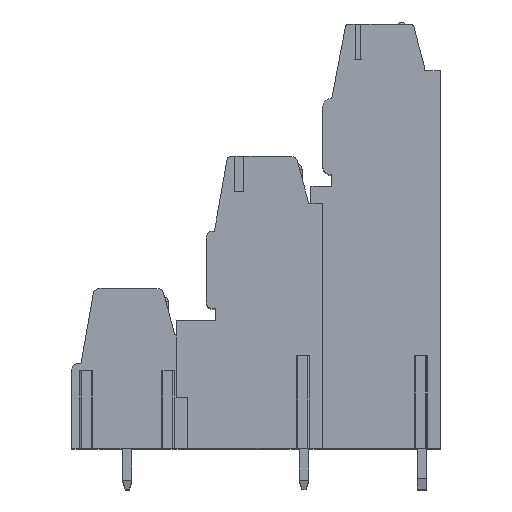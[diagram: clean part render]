
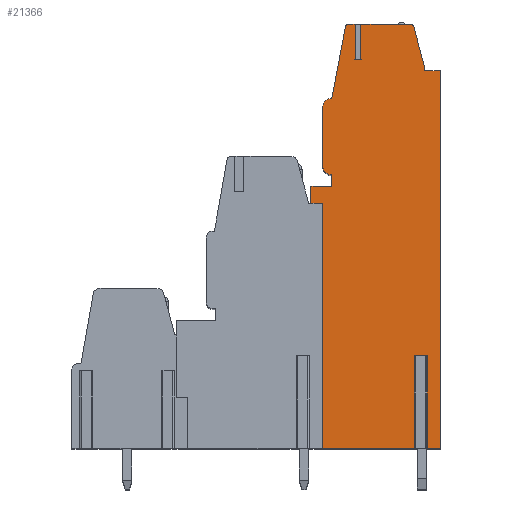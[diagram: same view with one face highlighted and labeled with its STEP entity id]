
A CAD part, top view. The second image highlights one B-rep face of the part: STEP entity #21366.
In plain terms, the highlighted planar face has unit normal (0, 0, 1).
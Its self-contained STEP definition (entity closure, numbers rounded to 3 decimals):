
#13=DIRECTION('',(0.,1.,0.));
#14=VECTOR('',#13,14.45);
#15=CARTESIAN_POINT('',(1.,-19.1,48.26));
#16=LINE('',#15,#14);
#17=DIRECTION('',(0.,-1.,0.));
#18=VECTOR('',#17,1.45);
#19=CARTESIAN_POINT('',(0.,3.5,48.26));
#20=LINE('',#19,#18);
#21=DIRECTION('',(-1.,0.,0.));
#22=VECTOR('',#21,1.8);
#23=CARTESIAN_POINT('',(1.8,3.5,48.26));
#24=LINE('',#23,#22);
#25=DIRECTION('',(0.,-1.,0.));
#26=VECTOR('',#25,1.);
#27=CARTESIAN_POINT('',(1.8,4.5,48.26));
#28=LINE('',#27,#26);
#29=CARTESIAN_POINT('',(1.8,5.3,48.26));
#30=DIRECTION('',(0.,0.,1.));
#31=DIRECTION('',(-1.,0.,0.));
#32=AXIS2_PLACEMENT_3D('',#29,#30,#31);
#34=DIRECTION('',(0.,-1.,0.));
#35=VECTOR('',#34,5.);
#36=CARTESIAN_POINT('',(1.,10.3,48.26));
#37=LINE('',#36,#35);
#38=CARTESIAN_POINT('',(1.8,10.3,48.26));
#39=DIRECTION('',(0.,0.,1.));
#40=DIRECTION('',(0.,1.,0.));
#41=AXIS2_PLACEMENT_3D('',#38,#39,#40);
#43=DIRECTION('',(-0.186,-0.983,0.));
#44=VECTOR('',#43,6.265);
#45=CARTESIAN_POINT('',(2.964,17.256,48.26));
#46=LINE('',#45,#44);
#47=CARTESIAN_POINT('',(3.259,17.2,48.26));
#48=DIRECTION('',(0.,0.,1.));
#49=DIRECTION('',(0.,1.,0.));
#50=AXIS2_PLACEMENT_3D('',#47,#48,#49);
#52=DIRECTION('',(-1.,0.,0.));
#53=VECTOR('',#52,0.551);
#54=CARTESIAN_POINT('',(3.81,17.5,48.26));
#55=LINE('',#54,#53);
#56=DIRECTION('',(0.,-1.,0.));
#57=VECTOR('',#56,3.05);
#58=CARTESIAN_POINT('',(3.81,17.5,48.26));
#59=LINE('',#58,#57);
#60=DIRECTION('',(1.,0.,0.));
#61=VECTOR('',#60,0.5);
#62=CARTESIAN_POINT('',(3.81,14.45,48.26));
#63=LINE('',#62,#61);
#64=DIRECTION('',(0.,-1.,0.));
#65=VECTOR('',#64,3.05);
#66=CARTESIAN_POINT('',(4.31,17.5,48.26));
#67=LINE('',#66,#65);
#68=DIRECTION('',(-1.,0.,0.));
#69=VECTOR('',#68,4.27);
#70=CARTESIAN_POINT('',(8.58,17.5,48.26));
#71=LINE('',#70,#69);
#72=CARTESIAN_POINT('',(8.58,17.2,48.26));
#73=DIRECTION('',(0.,0.,1.));
#74=DIRECTION('',(0.965,0.261,0.));
#75=AXIS2_PLACEMENT_3D('',#72,#73,#74);
#77=DIRECTION('',(-0.261,0.965,0.));
#78=VECTOR('',#77,3.539);
#79=CARTESIAN_POINT('',(9.792,13.861,48.26));
#80=LINE('',#79,#78);
#81=DIRECTION('',(-0.035,0.999,0.));
#82=VECTOR('',#81,0.361);
#83=CARTESIAN_POINT('',(9.805,13.5,48.26));
#84=LINE('',#83,#82);
#85=DIRECTION('',(-1.,0.,0.));
#86=VECTOR('',#85,1.355);
#87=CARTESIAN_POINT('',(11.16,13.5,48.26));
#88=LINE('',#87,#86);
#89=DIRECTION('',(0.,1.,0.));
#90=VECTOR('',#89,32.6);
#91=CARTESIAN_POINT('',(11.16,-19.1,48.26));
#92=LINE('',#91,#90);
#93=DIRECTION('',(1.,0.,0.));
#94=VECTOR('',#93,1.39);
#95=CARTESIAN_POINT('',(9.77,-19.1,48.26));
#96=LINE('',#95,#94);
#97=DIRECTION('',(0.,1.,0.));
#98=VECTOR('',#97,8.);
#99=CARTESIAN_POINT('',(9.77,-19.1,48.26));
#100=LINE('',#99,#98);
#101=DIRECTION('',(-1.,0.,0.));
#102=VECTOR('',#101,0.62);
#103=CARTESIAN_POINT('',(9.77,-11.1,48.26));
#104=LINE('',#103,#102);
#105=DIRECTION('',(0.,1.,0.));
#106=VECTOR('',#105,8.);
#107=CARTESIAN_POINT('',(9.15,-19.1,48.26));
#108=LINE('',#107,#106);
#109=DIRECTION('',(1.,0.,0.));
#110=VECTOR('',#109,8.15);
#111=CARTESIAN_POINT('',(1.,-19.1,48.26));
#112=LINE('',#111,#110);
#133=DIRECTION('',(-1.,0.,0.));
#134=VECTOR('',#133,1.195);
#135=CARTESIAN_POINT('',(1.,-4.65,48.26));
#136=LINE('',#135,#134);
#141=DIRECTION('',(-1.,0.,0.));
#142=VECTOR('',#141,0.195);
#143=CARTESIAN_POINT('',(0.,2.05,48.26));
#144=LINE('',#143,#142);
#281=DIRECTION('',(0.,-1.,0.));
#282=VECTOR('',#281,6.7);
#283=CARTESIAN_POINT('',(-0.195,2.05,48.26));
#284=LINE('',#283,#282);
#16795=CARTESIAN_POINT('',(11.16,-19.1,48.26));
#16796=CARTESIAN_POINT('',(11.16,13.5,48.26));
#16797=VERTEX_POINT('',#16795);
#16798=VERTEX_POINT('',#16796);
#16799=CARTESIAN_POINT('',(9.805,13.5,48.26));
#16800=VERTEX_POINT('',#16799);
#16801=CARTESIAN_POINT('',(9.792,13.861,48.26));
#16802=VERTEX_POINT('',#16801);
#16803=CARTESIAN_POINT('',(8.87,17.278,48.26));
#16804=VERTEX_POINT('',#16803);
#16805=CARTESIAN_POINT('',(8.58,17.5,48.26));
#16806=VERTEX_POINT('',#16805);
#16807=CARTESIAN_POINT('',(3.259,17.5,48.26));
#16808=CARTESIAN_POINT('',(2.964,17.256,48.26));
#16809=VERTEX_POINT('',#16807);
#16810=VERTEX_POINT('',#16808);
#16811=CARTESIAN_POINT('',(1.8,11.1,48.26));
#16812=VERTEX_POINT('',#16811);
#16813=CARTESIAN_POINT('',(1.,10.3,48.26));
#16814=VERTEX_POINT('',#16813);
#16815=CARTESIAN_POINT('',(1.,5.3,48.26));
#16816=VERTEX_POINT('',#16815);
#16817=CARTESIAN_POINT('',(1.8,4.5,48.26));
#16818=VERTEX_POINT('',#16817);
#16819=CARTESIAN_POINT('',(1.8,3.5,48.26));
#16820=VERTEX_POINT('',#16819);
#16821=CARTESIAN_POINT('',(0.,3.5,48.26));
#16822=VERTEX_POINT('',#16821);
#16921=CARTESIAN_POINT('',(1.,-19.1,48.26));
#16922=VERTEX_POINT('',#16921);
#16947=CARTESIAN_POINT('',(9.77,-11.1,48.26));
#16948=CARTESIAN_POINT('',(9.15,-11.1,48.26));
#16949=VERTEX_POINT('',#16947);
#16950=VERTEX_POINT('',#16948);
#16951=CARTESIAN_POINT('',(9.77,-19.1,48.26));
#16952=VERTEX_POINT('',#16951);
#16953=CARTESIAN_POINT('',(9.15,-19.1,48.26));
#16954=VERTEX_POINT('',#16953);
#16991=CARTESIAN_POINT('',(3.81,14.45,48.26));
#16992=CARTESIAN_POINT('',(4.31,14.45,48.26));
#16993=VERTEX_POINT('',#16991);
#16994=VERTEX_POINT('',#16992);
#16995=CARTESIAN_POINT('',(4.31,17.5,48.26));
#16996=VERTEX_POINT('',#16995);
#16997=CARTESIAN_POINT('',(3.81,17.5,48.26));
#16998=VERTEX_POINT('',#16997);
#17375=CARTESIAN_POINT('',(-0.195,-4.65,48.26));
#17377=VERTEX_POINT('',#17375);
#17379=CARTESIAN_POINT('',(0.,2.05,48.26));
#17380=CARTESIAN_POINT('',(-0.195,2.05,48.26));
#17381=VERTEX_POINT('',#17379);
#17382=VERTEX_POINT('',#17380);
#17387=CARTESIAN_POINT('',(1.,-4.65,48.26));
#17389=VERTEX_POINT('',#17387);
#21305=CARTESIAN_POINT('',(0.,0.,48.26));
#21306=DIRECTION('',(0.,0.,1.));
#21307=DIRECTION('',(1.,0.,0.));
#21308=AXIS2_PLACEMENT_3D('',#21305,#21306,#21307);
#21309=PLANE('',#21308);
#21311=ORIENTED_EDGE('',*,*,#21310,.T.);
#21313=ORIENTED_EDGE('',*,*,#21312,.T.);
#21315=ORIENTED_EDGE('',*,*,#21314,.F.);
#21317=ORIENTED_EDGE('',*,*,#21316,.F.);
#21319=ORIENTED_EDGE('',*,*,#21318,.F.);
#21321=ORIENTED_EDGE('',*,*,#21320,.F.);
#21323=ORIENTED_EDGE('',*,*,#21322,.F.);
#21325=ORIENTED_EDGE('',*,*,#21324,.F.);
#21327=ORIENTED_EDGE('',*,*,#21326,.F.);
#21329=ORIENTED_EDGE('',*,*,#21328,.F.);
#21331=ORIENTED_EDGE('',*,*,#21330,.F.);
#21333=ORIENTED_EDGE('',*,*,#21332,.F.);
#21335=ORIENTED_EDGE('',*,*,#21334,.F.);
#21337=ORIENTED_EDGE('',*,*,#21336,.T.);
#21339=ORIENTED_EDGE('',*,*,#21338,.T.);
#21341=ORIENTED_EDGE('',*,*,#21340,.F.);
#21343=ORIENTED_EDGE('',*,*,#21342,.F.);
#21345=ORIENTED_EDGE('',*,*,#21344,.F.);
#21347=ORIENTED_EDGE('',*,*,#21346,.F.);
#21349=ORIENTED_EDGE('',*,*,#21348,.F.);
#21351=ORIENTED_EDGE('',*,*,#21350,.F.);
#21353=ORIENTED_EDGE('',*,*,#21352,.F.);
#21355=ORIENTED_EDGE('',*,*,#21354,.F.);
#21357=ORIENTED_EDGE('',*,*,#21356,.T.);
#21359=ORIENTED_EDGE('',*,*,#21358,.T.);
#21361=ORIENTED_EDGE('',*,*,#21360,.F.);
#21363=ORIENTED_EDGE('',*,*,#21362,.F.);
#21364=EDGE_LOOP('',(#21311,#21313,#21315,#21317,#21319,#21321,#21323,#21325,
#21327,#21329,#21331,#21333,#21335,#21337,#21339,#21341,#21343,#21345,#21347,
#21349,#21351,#21353,#21355,#21357,#21359,#21361,#21363));
#21365=FACE_OUTER_BOUND('',#21364,.F.);
#33=CIRCLE('',#32,0.8);
#42=CIRCLE('',#41,0.8);
#51=CIRCLE('',#50,0.3);
#76=CIRCLE('',#75,0.3);
#21310=EDGE_CURVE('',#16922,#17389,#16,.T.);
#21312=EDGE_CURVE('',#17389,#17377,#136,.T.);
#21314=EDGE_CURVE('',#17382,#17377,#284,.T.);
#21316=EDGE_CURVE('',#17381,#17382,#144,.T.);
#21318=EDGE_CURVE('',#16822,#17381,#20,.T.);
#21320=EDGE_CURVE('',#16820,#16822,#24,.T.);
#21322=EDGE_CURVE('',#16818,#16820,#28,.T.);
#21324=EDGE_CURVE('',#16816,#16818,#33,.T.);
#21326=EDGE_CURVE('',#16814,#16816,#37,.T.);
#21328=EDGE_CURVE('',#16812,#16814,#42,.T.);
#21330=EDGE_CURVE('',#16810,#16812,#46,.T.);
#21332=EDGE_CURVE('',#16809,#16810,#51,.T.);
#21334=EDGE_CURVE('',#16998,#16809,#55,.T.);
#21336=EDGE_CURVE('',#16998,#16993,#59,.T.);
#21338=EDGE_CURVE('',#16993,#16994,#63,.T.);
#21340=EDGE_CURVE('',#16996,#16994,#67,.T.);
#21342=EDGE_CURVE('',#16806,#16996,#71,.T.);
#21344=EDGE_CURVE('',#16804,#16806,#76,.T.);
#21346=EDGE_CURVE('',#16802,#16804,#80,.T.);
#21348=EDGE_CURVE('',#16800,#16802,#84,.T.);
#21350=EDGE_CURVE('',#16798,#16800,#88,.T.);
#21352=EDGE_CURVE('',#16797,#16798,#92,.T.);
#21354=EDGE_CURVE('',#16952,#16797,#96,.T.);
#21356=EDGE_CURVE('',#16952,#16949,#100,.T.);
#21358=EDGE_CURVE('',#16949,#16950,#104,.T.);
#21360=EDGE_CURVE('',#16954,#16950,#108,.T.);
#21362=EDGE_CURVE('',#16922,#16954,#112,.T.);
#21366=ADVANCED_FACE('',(#21365),#21309,.T.);
